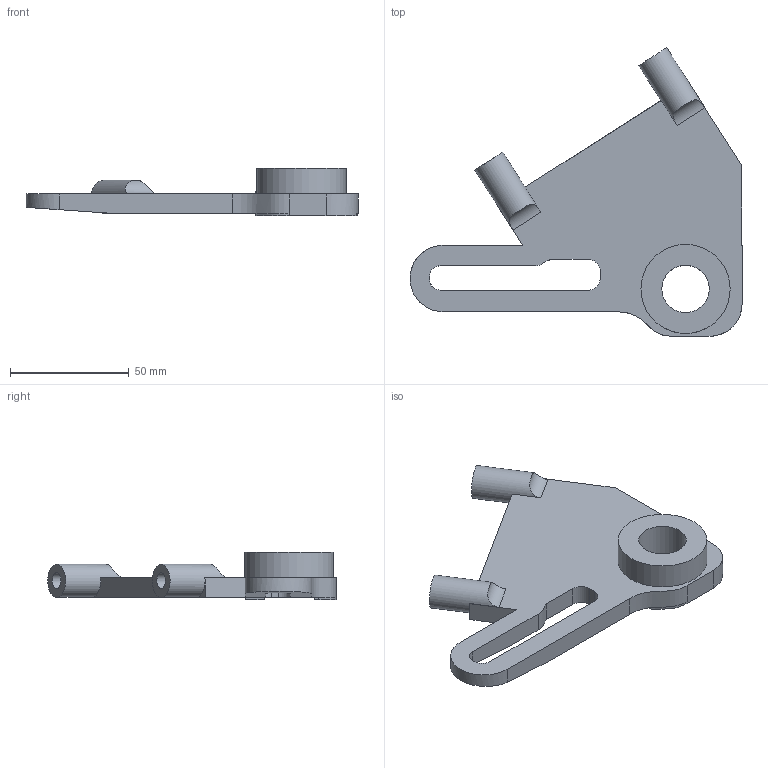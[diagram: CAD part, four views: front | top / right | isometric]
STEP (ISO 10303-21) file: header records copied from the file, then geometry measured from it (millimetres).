
FILE_DESCRIPTION(/* description */ (''),/* implementation_level */ '2;1');
FILE_NAME(/* name */ 'support etrier arriere v1.step',/* time_stamp */ '2024-04-22T11:05:00+02:00',/* author */ (''),/* organization */ (''),/* preprocessor_version */ 'ST-DEVELOPER v20',/* originating_system */ 'Autodesk Translation Framework v12.20.1.177',/* authorisation */ '');
FILE_SCHEMA (('AUTOMOTIVE_DESIGN { 1 0 10303 214 3 1 1 }'));
Length unit declared in the file: millimetre
Products named in the file (1): support etrier arriere
Bounding box: 140.07 x 121.69 x 20 mm (x, y, z)
Volume: 76198.3 mm3; surface area: 25139.4 mm2
Topology: 1 solids, 1 shells, 52 faces, 138 edges, 90 vertices
Faces by surface type: plane 35, cylinder 14, bspline 3
Full cylindrical faces by diameter (mm): 6.75 x2, 14 x2, 20 x1, 37.623 x1
Entity records: 2006 total; most frequent: CARTESIAN_POINT 675, ORIENTED_EDGE 276, DIRECTION 260, EDGE_CURVE 138, LINE 96, VECTOR 96, VERTEX_POINT 90, AXIS2_PLACEMENT_3D 82
